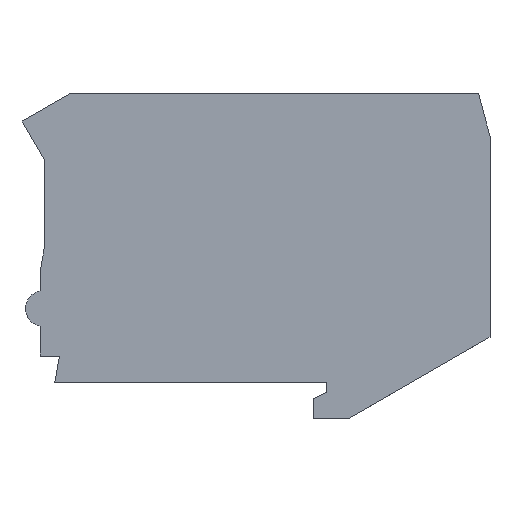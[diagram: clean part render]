
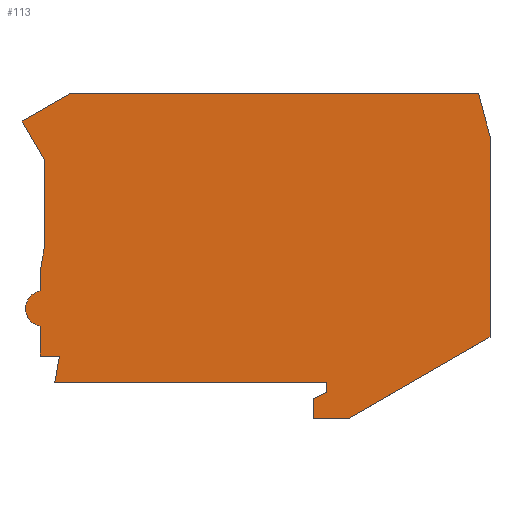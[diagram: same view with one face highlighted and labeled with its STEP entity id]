
A CAD part, top view. The second image highlights one B-rep face of the part: STEP entity #113.
In plain terms, the highlighted planar face has unit normal (0, 0, 1).
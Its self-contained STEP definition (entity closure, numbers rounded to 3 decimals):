
#113=ADVANCED_FACE('',(#158),#137,.T.);
#137=PLANE('',#533);
#158=FACE_OUTER_BOUND('',#179,.T.);
#179=EDGE_LOOP('',(#213,#214,#215,#216,#217,#218,#219,#220,#221,#222,#223,
#224,#225,#226,#227,#228,#229,#230));
#207=CIRCLE('',#532,2.5);
#213=ORIENTED_EDGE('',*,*,#369,.T.);
#214=ORIENTED_EDGE('',*,*,#370,.T.);
#215=ORIENTED_EDGE('',*,*,#371,.T.);
#216=ORIENTED_EDGE('',*,*,#372,.T.);
#217=ORIENTED_EDGE('',*,*,#373,.T.);
#218=ORIENTED_EDGE('',*,*,#374,.T.);
#219=ORIENTED_EDGE('',*,*,#375,.T.);
#220=ORIENTED_EDGE('',*,*,#376,.T.);
#221=ORIENTED_EDGE('',*,*,#377,.T.);
#222=ORIENTED_EDGE('',*,*,#378,.T.);
#223=ORIENTED_EDGE('',*,*,#379,.T.);
#224=ORIENTED_EDGE('',*,*,#380,.T.);
#225=ORIENTED_EDGE('',*,*,#381,.T.);
#226=ORIENTED_EDGE('',*,*,#382,.T.);
#227=ORIENTED_EDGE('',*,*,#383,.T.);
#228=ORIENTED_EDGE('',*,*,#384,.T.);
#229=ORIENTED_EDGE('',*,*,#385,.T.);
#230=ORIENTED_EDGE('',*,*,#386,.T.);
#329=VERTEX_POINT('',#678);
#330=VERTEX_POINT('',#679);
#331=VERTEX_POINT('',#681);
#332=VERTEX_POINT('',#683);
#333=VERTEX_POINT('',#685);
#334=VERTEX_POINT('',#687);
#335=VERTEX_POINT('',#689);
#336=VERTEX_POINT('',#691);
#337=VERTEX_POINT('',#693);
#338=VERTEX_POINT('',#695);
#339=VERTEX_POINT('',#697);
#340=VERTEX_POINT('',#699);
#341=VERTEX_POINT('',#701);
#342=VERTEX_POINT('',#703);
#343=VERTEX_POINT('',#705);
#344=VERTEX_POINT('',#707);
#345=VERTEX_POINT('',#709);
#346=VERTEX_POINT('',#711);
#369=EDGE_CURVE('',#329,#330,#427,.T.);
#370=EDGE_CURVE('',#330,#331,#428,.T.);
#371=EDGE_CURVE('',#331,#332,#429,.T.);
#372=EDGE_CURVE('',#332,#333,#430,.T.);
#373=EDGE_CURVE('',#333,#334,#431,.T.);
#374=EDGE_CURVE('',#334,#335,#432,.T.);
#375=EDGE_CURVE('',#335,#336,#207,.T.);
#376=EDGE_CURVE('',#336,#337,#433,.T.);
#377=EDGE_CURVE('',#337,#338,#434,.T.);
#378=EDGE_CURVE('',#338,#339,#435,.T.);
#379=EDGE_CURVE('',#339,#340,#436,.T.);
#380=EDGE_CURVE('',#340,#341,#437,.T.);
#381=EDGE_CURVE('',#341,#342,#438,.T.);
#382=EDGE_CURVE('',#342,#343,#439,.T.);
#383=EDGE_CURVE('',#343,#344,#440,.T.);
#384=EDGE_CURVE('',#344,#345,#441,.T.);
#385=EDGE_CURVE('',#345,#346,#442,.T.);
#386=EDGE_CURVE('',#346,#329,#443,.T.);
#427=LINE('',#677,#479);
#428=LINE('',#680,#480);
#429=LINE('',#682,#481);
#430=LINE('',#684,#482);
#431=LINE('',#686,#483);
#432=LINE('',#688,#484);
#433=LINE('',#692,#485);
#434=LINE('',#694,#486);
#435=LINE('',#696,#487);
#436=LINE('',#698,#488);
#437=LINE('',#700,#489);
#438=LINE('',#702,#490);
#439=LINE('',#704,#491);
#440=LINE('',#706,#492);
#441=LINE('',#708,#493);
#442=LINE('',#710,#494);
#443=LINE('',#712,#495);
#479=VECTOR('',#564,1.);
#480=VECTOR('',#565,1.);
#481=VECTOR('',#566,1.);
#482=VECTOR('',#567,1.);
#483=VECTOR('',#568,1.);
#484=VECTOR('',#569,1.);
#485=VECTOR('',#572,1.);
#486=VECTOR('',#573,1.);
#487=VECTOR('',#574,1.);
#488=VECTOR('',#575,1.);
#489=VECTOR('',#576,1.);
#490=VECTOR('',#577,1.);
#491=VECTOR('',#578,1.);
#492=VECTOR('',#579,1.);
#493=VECTOR('',#580,1.);
#494=VECTOR('',#581,1.);
#495=VECTOR('',#582,1.);
#532=AXIS2_PLACEMENT_3D('',#690,#570,#571);
#533=AXIS2_PLACEMENT_3D('',#713,#583,#584);
#564=DIRECTION('',(-1.,0.,0.));
#565=DIRECTION('',(-0.866,-0.5,0.));
#566=DIRECTION('',(0.5,-0.866,0.));
#567=DIRECTION('',(0.,-1.,0.));
#568=DIRECTION('',(-0.174,-0.985,0.));
#569=DIRECTION('',(0.,-1.,0.));
#570=DIRECTION('',(0.,0.,1.));
#571=DIRECTION('',(-0.286,0.958,0.));
#572=DIRECTION('',(0.,-1.,0.));
#573=DIRECTION('',(1.,0.,0.));
#574=DIRECTION('',(-0.174,-0.985,0.));
#575=DIRECTION('',(1.,0.,0.));
#576=DIRECTION('',(0.,-1.,0.));
#577=DIRECTION('',(-0.906,-0.423,0.));
#578=DIRECTION('',(0.,-1.,0.));
#579=DIRECTION('',(1.,0.,0.));
#580=DIRECTION('',(0.866,0.5,0.));
#581=DIRECTION('',(0.,1.,0.));
#582=DIRECTION('',(-0.259,0.966,0.));
#583=DIRECTION('',(0.,0.,1.));
#584=DIRECTION('',(-1.,0.,0.));
#677=CARTESIAN_POINT('',(38.37,40.5,0.));
#678=CARTESIAN_POINT('',(38.6,40.5,0.));
#679=CARTESIAN_POINT('',(-18.132,40.5,0.));
#680=CARTESIAN_POINT('',(-18.201,40.46,0.));
#681=CARTESIAN_POINT('',(-24.8,36.65,0.));
#682=CARTESIAN_POINT('',(-24.65,36.39,0.));
#683=CARTESIAN_POINT('',(-21.7,31.281,0.));
#684=CARTESIAN_POINT('',(-21.7,31.2,0.));
#685=CARTESIAN_POINT('',(-21.7,19.029,0.));
#686=CARTESIAN_POINT('',(-21.705,19.003,0.));
#687=CARTESIAN_POINT('',(-22.3,15.626,0.));
#688=CARTESIAN_POINT('',(-22.3,15.6,0.));
#689=CARTESIAN_POINT('',(-22.3,13.049,0.));
#690=CARTESIAN_POINT('',(-21.8,10.6,0.));
#691=CARTESIAN_POINT('',(-22.3,8.151,0.));
#692=CARTESIAN_POINT('',(-22.3,7.917,0.));
#693=CARTESIAN_POINT('',(-22.3,4.,0.));
#694=CARTESIAN_POINT('',(-22.,4.,0.));
#695=CARTESIAN_POINT('',(-19.6,4.,0.));
#696=CARTESIAN_POINT('',(-19.662,3.648,0.));
#697=CARTESIAN_POINT('',(-20.252,0.3,0.));
#698=CARTESIAN_POINT('',(-19.895,0.3,0.));
#699=CARTESIAN_POINT('',(17.55,0.3,0.));
#700=CARTESIAN_POINT('',(17.55,0.,0.));
#701=CARTESIAN_POINT('',(17.55,-1.037,0.));
#702=CARTESIAN_POINT('',(17.377,-1.118,0.));
#703=CARTESIAN_POINT('',(15.7,-1.9,0.));
#704=CARTESIAN_POINT('',(15.7,-2.41,0.));
#705=CARTESIAN_POINT('',(15.7,-4.7,0.));
#706=CARTESIAN_POINT('',(17.2,-4.7,0.));
#707=CARTESIAN_POINT('',(20.58,-4.7,0.));
#708=CARTESIAN_POINT('',(20.882,-4.526,0.));
#709=CARTESIAN_POINT('',(40.2,6.628,0.));
#710=CARTESIAN_POINT('',(40.2,7.378,0.));
#711=CARTESIAN_POINT('',(40.2,34.529,0.));
#712=CARTESIAN_POINT('',(40.19,34.567,0.));
#713=CARTESIAN_POINT('',(0.,0.,0.));
